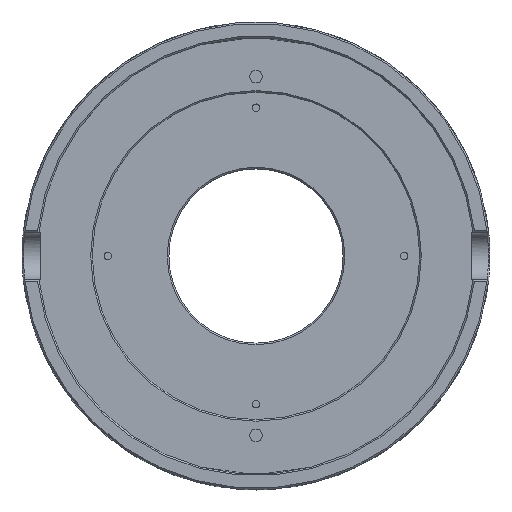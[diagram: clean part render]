
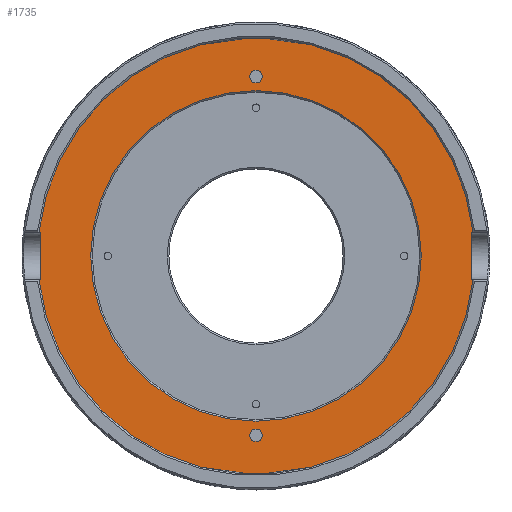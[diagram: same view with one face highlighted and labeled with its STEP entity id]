
A CAD part, top view. The second image highlights one B-rep face of the part: STEP entity #1735.
In plain terms, the highlighted planar face has unit normal (0, 0, 1).
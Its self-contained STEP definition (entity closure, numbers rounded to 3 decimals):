
#43=PLANE('',#1860);
#74=CIRCLE('',#1806,70.);
#106=CIRCLE('',#1861,53.);
#107=CIRCLE('',#1862,70.);
#108=CIRCLE('',#1863,2.);
#109=CIRCLE('',#1864,2.);
#148=LINE('',#2389,#186);
#152=LINE('',#2396,#190);
#156=LINE('',#2404,#194);
#163=LINE('',#2580,#201);
#164=LINE('',#2582,#202);
#165=LINE('',#2584,#203);
#186=VECTOR('',#1998,1000.);
#190=VECTOR('',#2004,1000.);
#194=VECTOR('',#2010,1000.);
#201=VECTOR('',#2099,1000.);
#202=VECTOR('',#2100,1000.);
#203=VECTOR('',#2101,1000.);
#303=ORIENTED_EDGE('',*,*,#550,.T.);
#304=ORIENTED_EDGE('',*,*,#551,.F.);
#305=ORIENTED_EDGE('',*,*,#552,.T.);
#306=ORIENTED_EDGE('',*,*,#553,.F.);
#307=ORIENTED_EDGE('',*,*,#554,.T.);
#308=ORIENTED_EDGE('',*,*,#489,.F.);
#309=ORIENTED_EDGE('',*,*,#508,.T.);
#310=ORIENTED_EDGE('',*,*,#504,.F.);
#311=ORIENTED_EDGE('',*,*,#512,.T.);
#312=ORIENTED_EDGE('',*,*,#555,.T.);
#313=ORIENTED_EDGE('',*,*,#556,.T.);
#489=EDGE_CURVE('',#623,#621,#74,.T.);
#504=EDGE_CURVE('',#637,#638,#148,.T.);
#508=EDGE_CURVE('',#623,#638,#152,.T.);
#512=EDGE_CURVE('',#637,#642,#156,.T.);
#550=EDGE_CURVE('',#680,#680,#106,.T.);
#551=EDGE_CURVE('',#681,#642,#107,.T.);
#552=EDGE_CURVE('',#681,#682,#163,.T.);
#553=EDGE_CURVE('',#683,#682,#164,.T.);
#554=EDGE_CURVE('',#683,#621,#165,.T.);
#555=EDGE_CURVE('',#684,#684,#108,.T.);
#556=EDGE_CURVE('',#685,#685,#109,.T.);
#621=VERTEX_POINT('',#2319);
#623=VERTEX_POINT('',#2323);
#637=VERTEX_POINT('',#2388);
#638=VERTEX_POINT('',#2390);
#642=VERTEX_POINT('',#2403);
#680=VERTEX_POINT('',#2577);
#681=VERTEX_POINT('',#2579);
#682=VERTEX_POINT('',#2581);
#683=VERTEX_POINT('',#2583);
#684=VERTEX_POINT('',#2586);
#685=VERTEX_POINT('',#2588);
#809=EDGE_LOOP('',(#303));
#810=EDGE_LOOP('',(#304,#305,#306,#307,#308,#309,#310,#311));
#811=EDGE_LOOP('',(#312));
#812=EDGE_LOOP('',(#313));
#965=FACE_BOUND('',#809,.T.);
#966=FACE_BOUND('',#810,.T.);
#967=FACE_BOUND('',#811,.T.);
#968=FACE_BOUND('',#812,.T.);
#1735=ADVANCED_FACE('',(#965,#966,#967,#968),#43,.F.);
#1806=AXIS2_PLACEMENT_3D('',#2324,#1965,#1966);
#1860=AXIS2_PLACEMENT_3D('',#2575,#2093,#2094);
#1861=AXIS2_PLACEMENT_3D('',#2576,#2095,#2096);
#1862=AXIS2_PLACEMENT_3D('',#2578,#2097,#2098);
#1863=AXIS2_PLACEMENT_3D('',#2585,#2102,#2103);
#1864=AXIS2_PLACEMENT_3D('',#2587,#2104,#2105);
#1965=DIRECTION('',(0.,0.,-1.));
#1966=DIRECTION('',(1.,0.,0.));
#1998=DIRECTION('',(0.,1.,0.));
#2004=DIRECTION('',(1.,0.,0.));
#2010=DIRECTION('',(-1.,0.,0.));
#2093=DIRECTION('',(0.,0.,-1.));
#2094=DIRECTION('',(-1.,0.,0.));
#2095=DIRECTION('',(0.,0.,-1.));
#2096=DIRECTION('',(-1.,0.,0.));
#2097=DIRECTION('',(0.,0.,-1.));
#2098=DIRECTION('',(1.,0.,0.));
#2099=DIRECTION('',(-1.,0.,0.));
#2100=DIRECTION('',(0.,-1.,0.));
#2101=DIRECTION('',(1.,0.,0.));
#2102=DIRECTION('',(0.,0.,-1.));
#2103=DIRECTION('',(0.,-1.,0.));
#2104=DIRECTION('',(0.,0.,-1.));
#2105=DIRECTION('',(0.,-1.,0.));
#2319=CARTESIAN_POINT('',(69.583,7.625,24.8));
#2323=CARTESIAN_POINT('',(-69.583,7.625,24.8));
#2324=CARTESIAN_POINT('',(0.,0.,24.8));
#2388=CARTESIAN_POINT('',(-69.,-7.625,24.8));
#2389=CARTESIAN_POINT('',(-69.,0.,24.8));
#2390=CARTESIAN_POINT('',(-69.,7.625,24.8));
#2396=CARTESIAN_POINT('',(0.,7.625,24.8));
#2403=CARTESIAN_POINT('',(-69.583,-7.625,24.8));
#2404=CARTESIAN_POINT('',(0.,-7.625,24.8));
#2575=CARTESIAN_POINT('',(0.,0.,24.8));
#2576=CARTESIAN_POINT('',(0.,0.,24.8));
#2577=CARTESIAN_POINT('',(-53.,0.,24.8));
#2578=CARTESIAN_POINT('',(0.,0.,24.8));
#2579=CARTESIAN_POINT('',(69.583,-7.625,24.8));
#2580=CARTESIAN_POINT('',(0.,-7.625,24.8));
#2581=CARTESIAN_POINT('',(69.,-7.625,24.8));
#2582=CARTESIAN_POINT('',(69.,0.,24.8));
#2583=CARTESIAN_POINT('',(69.,7.625,24.8));
#2584=CARTESIAN_POINT('',(0.,7.625,24.8));
#2585=CARTESIAN_POINT('',(0.,57.5,24.8));
#2586=CARTESIAN_POINT('',(0.,55.5,24.8));
#2587=CARTESIAN_POINT('',(0.,-57.5,24.8));
#2588=CARTESIAN_POINT('',(0.,-59.5,24.8));
